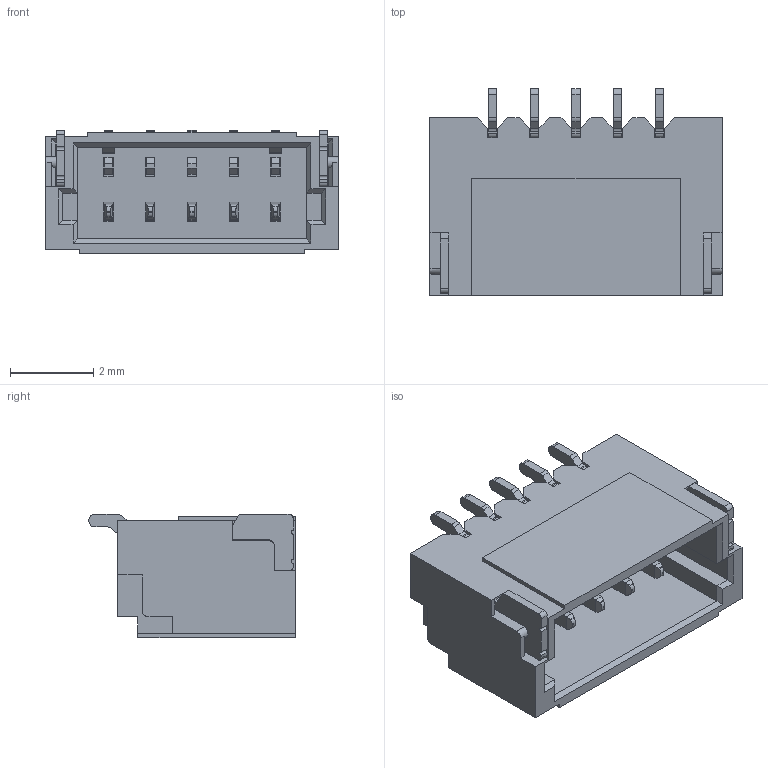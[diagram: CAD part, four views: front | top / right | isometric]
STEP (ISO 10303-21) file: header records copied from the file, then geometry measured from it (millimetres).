
FILE_DESCRIPTION((''),'2;1');
FILE_NAME('5P-715440','2018-06-14T',('LengT'),('AFCI'),'CREO PARAMETRIC BY PTC INC, 2016130','CREO PARAMETRIC BY PTC INC, 2016130','');
FILE_SCHEMA(('CONFIG_CONTROL_DESIGN'));
Length unit declared in the file: millimetre
Products named in the file (1): 5P-715440
Bounding box: 7 x 4.95 x 2.95 mm (x, y, z)
Volume: 43 mm3; surface area: 216.5 mm2
Topology: 1 solids, 1 shells, 578 faces, 1697 edges, 1124 vertices
Faces by surface type: plane 455, cylinder 123
Entity records: 19077 total; most frequent: CARTESIAN_POINT 3509, ORIENTED_EDGE 3394, DIRECTION 3041, EDGE_CURVE 1697, VECTOR 1421, LINE 1421, VERTEX_POINT 1124, AXIS2_PLACEMENT_3D 810
